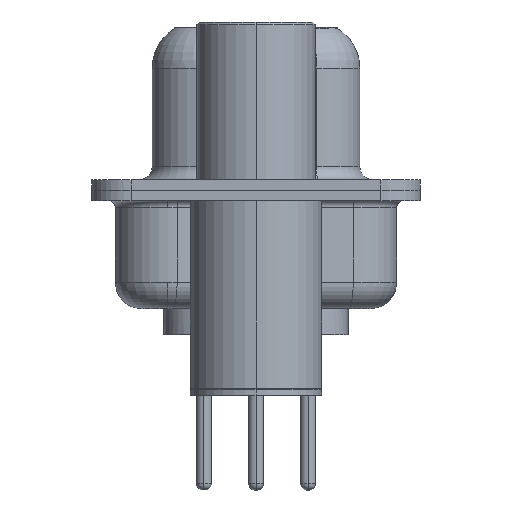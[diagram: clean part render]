
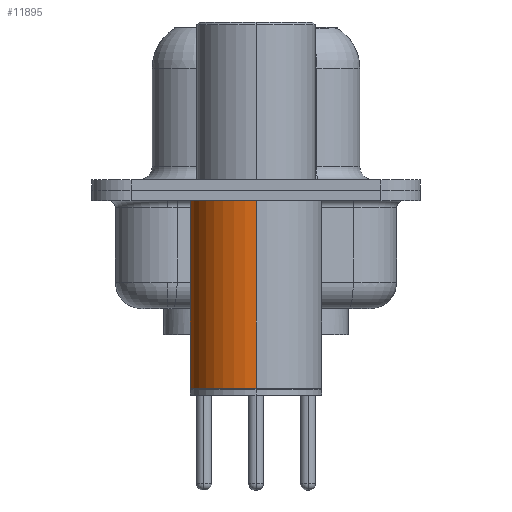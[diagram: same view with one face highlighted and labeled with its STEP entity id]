
A CAD part, left-side view. The second image highlights one B-rep face of the part: STEP entity #11895.
In plain terms, the highlighted cylindrical face has radius 2.5 mm (diameter 5 mm), a partial arc.
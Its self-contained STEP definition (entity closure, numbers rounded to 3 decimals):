
#1246 = VECTOR ( 'NONE', #6331, 1000. ) ;
#2702 = CARTESIAN_POINT ( 'NONE',  ( 0., 0., -7.525 ) ) ;
#2928 = EDGE_CURVE ( 'NONE', #18357, #15904, #4727, .T. ) ;
#3637 = DIRECTION ( 'NONE',  ( 0., 0., 1. ) ) ;
#3817 = VECTOR ( 'NONE', #3637, 1000. ) ;
#4003 = ORIENTED_EDGE ( 'NONE', *, *, #4423, .F. ) ;
#4423 = EDGE_CURVE ( 'NONE', #12677, #15904, #6367, .T. ) ;
#4727 = LINE ( 'NONE', #4827, #1246 ) ;
#4827 = CARTESIAN_POINT ( 'NONE',  ( -2.5, 0., 0.581 ) ) ;
#5289 = CARTESIAN_POINT ( 'NONE',  ( -2.5, 0., -0.4 ) ) ;
#5557 = ORIENTED_EDGE ( 'NONE', *, *, #10275, .F. ) ;
#5899 = DIRECTION ( 'NONE',  ( 1., 0., 0. ) ) ;
#6331 = DIRECTION ( 'NONE',  ( 0., 0., 1. ) ) ;
#6367 = CIRCLE ( 'NONE', #11486, 2.5 ) ;
#6875 = EDGE_LOOP ( 'NONE', ( #12883, #15204, #4003, #5557 ) ) ;
#6953 = EDGE_CURVE ( 'NONE', #19639, #18357, #17540, .T. ) ;
#8158 = DIRECTION ( 'NONE',  ( 1., 0., 0. ) ) ;
#8343 = AXIS2_PLACEMENT_3D ( 'NONE', #2702, #20472, #18781 ) ;
#10275 = EDGE_CURVE ( 'NONE', #19639, #12677, #20435, .T. ) ;
#10915 = CARTESIAN_POINT ( 'NONE',  ( 0., 0., -0.4 ) ) ;
#11486 = AXIS2_PLACEMENT_3D ( 'NONE', #10915, #17316, #5899 ) ;
#11681 = CYLINDRICAL_SURFACE ( 'NONE', #14739, 2.5 ) ;
#11838 = CARTESIAN_POINT ( 'NONE',  ( 2.5, 0., 0.581 ) ) ;
#11895 = ADVANCED_FACE ( 'NONE', ( #13180 ), #11681, .T. ) ;
#12677 = VERTEX_POINT ( 'NONE', #20774 ) ;
#12883 = ORIENTED_EDGE ( 'NONE', *, *, #6953, .T. ) ;
#13180 = FACE_OUTER_BOUND ( 'NONE', #6875, .T. ) ;
#13282 = CARTESIAN_POINT ( 'NONE',  ( 0., 0., 0.581 ) ) ;
#14739 = AXIS2_PLACEMENT_3D ( 'NONE', #13282, #21045, #8158 ) ;
#15204 = ORIENTED_EDGE ( 'NONE', *, *, #2928, .T. ) ;
#15504 = CARTESIAN_POINT ( 'NONE',  ( -2.5, 0., -7.525 ) ) ;
#15781 = CARTESIAN_POINT ( 'NONE',  ( 2.5, 0., -7.525 ) ) ;
#15904 = VERTEX_POINT ( 'NONE', #5289 ) ;
#17316 = DIRECTION ( 'NONE',  ( 0., 0., 1. ) ) ;
#17540 = CIRCLE ( 'NONE', #8343, 2.5 ) ;
#18357 = VERTEX_POINT ( 'NONE', #15504 ) ;
#18781 = DIRECTION ( 'NONE',  ( 1., 0., 0. ) ) ;
#19639 = VERTEX_POINT ( 'NONE', #15781 ) ;
#20435 = LINE ( 'NONE', #11838, #3817 ) ;
#20472 = DIRECTION ( 'NONE',  ( 0., 0., 1. ) ) ;
#20774 = CARTESIAN_POINT ( 'NONE',  ( 2.5, 0., -0.4 ) ) ;
#21045 = DIRECTION ( 'NONE',  ( 0., 0., 1. ) ) ;
